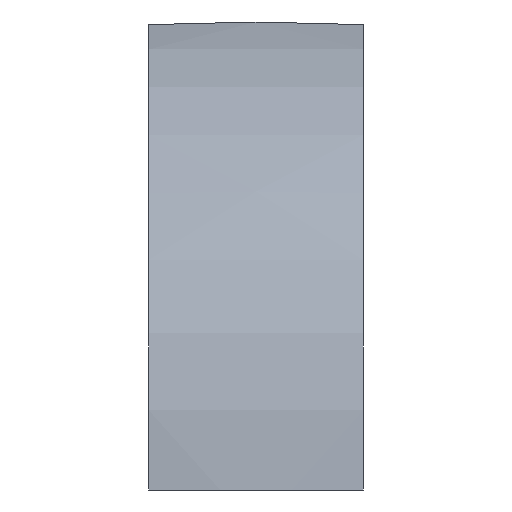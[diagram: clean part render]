
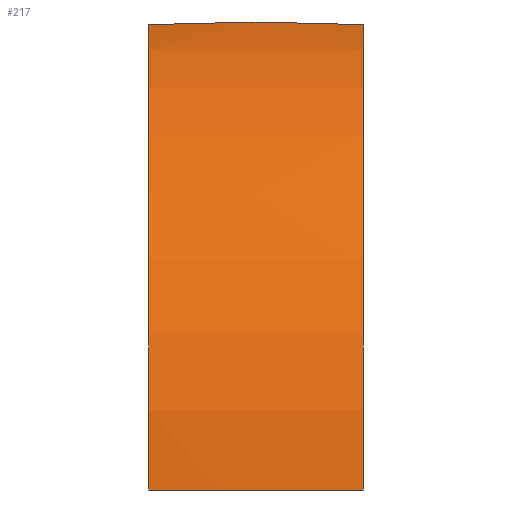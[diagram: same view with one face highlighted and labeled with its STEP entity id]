
A CAD part, left-side view. The second image highlights one B-rep face of the part: STEP entity #217.
In plain terms, the highlighted free-form (B-spline) face has degree [2, 2] with [3, 3] control points.
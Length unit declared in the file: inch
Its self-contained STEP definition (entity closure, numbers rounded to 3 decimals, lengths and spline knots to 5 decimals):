
#15=(
BOUNDED_SURFACE()
B_SPLINE_SURFACE(2,2,((#345,#346,#347),(#348,#349,#350),(#351,#352,#353)),
 .UNSPECIFIED.,.F.,.F.,.F.)
B_SPLINE_SURFACE_WITH_KNOTS((3,3),(3,3),(-0.04793,0.04793),
(-2.91092,-1.5708),.UNSPECIFIED.)
GEOMETRIC_REPRESENTATION_ITEM()
RATIONAL_B_SPLINE_SURFACE(((1.,0.784,1.),(0.999,
0.783,0.999),(1.,0.784,1.)))
REPRESENTATION_ITEM('')
SURFACE()
);
#17=CIRCLE('',#231,0.87009);
#19=CIRCLE('',#233,0.87009);
#20=CIRCLE('',#234,4.07);
#27=FACE_OUTER_BOUND('',#39,.T.);
#39=EDGE_LOOP('',(#165,#166,#167,#168));
#47=B_SPLINE_CURVE_WITH_KNOTS('',3,(#308,#309,#310,#311,#312,#313),
 .UNSPECIFIED.,.F.,.F.,(4,2,4),(17.41667,17.90084,18.38501),
 .UNSPECIFIED.);
#94=VERTEX_POINT('',#302);
#96=VERTEX_POINT('',#306);
#101=VERTEX_POINT('',#332);
#107=VERTEX_POINT('',#354);
#116=EDGE_CURVE('',#94,#96,#47,.T.);
#123=EDGE_CURVE('',#94,#101,#17,.T.);
#130=EDGE_CURVE('',#107,#96,#19,.T.);
#131=EDGE_CURVE('',#107,#101,#20,.T.);
#165=ORIENTED_EDGE('',*,*,#116,.T.);
#166=ORIENTED_EDGE('',*,*,#130,.F.);
#167=ORIENTED_EDGE('',*,*,#131,.T.);
#168=ORIENTED_EDGE('',*,*,#123,.F.);
#217=ADVANCED_FACE('',(#27),#15,.F.);
#231=AXIS2_PLACEMENT_3D('',#333,#261,#262);
#233=AXIS2_PLACEMENT_3D('',#355,#270,#271);
#234=AXIS2_PLACEMENT_3D('',#356,#272,#273);
#261=DIRECTION('center_axis',(0.,-1.,0.));
#262=DIRECTION('ref_axis',(0.,0.,-1.));
#270=DIRECTION('center_axis',(0.,1.,0.));
#271=DIRECTION('ref_axis',(0.,0.,-1.));
#272=DIRECTION('center_axis',(0.,0.,1.));
#273=DIRECTION('ref_axis',(-1.,0.,0.));
#302=CARTESIAN_POINT('',(-0.2,0.805,0.84679));
#306=CARTESIAN_POINT('',(-0.2,1.195,0.84679));
#308=CARTESIAN_POINT('Ctrl Pts',(-0.2,0.805,0.84679));
#309=CARTESIAN_POINT('Ctrl Pts',(-0.2,0.87127,0.85006));
#310=CARTESIAN_POINT('Ctrl Pts',(-0.2,0.93646,0.85159));
#311=CARTESIAN_POINT('Ctrl Pts',(-0.2,1.06354,0.85159));
#312=CARTESIAN_POINT('Ctrl Pts',(-0.2,1.12873,0.85006));
#313=CARTESIAN_POINT('Ctrl Pts',(-0.2,1.195,0.84679));
#332=CARTESIAN_POINT('',(-0.87009,0.805,0.));
#333=CARTESIAN_POINT('Origin',(0.,0.805,0.));
#345=CARTESIAN_POINT('Ctrl Pts',(-0.19893,1.195,0.84704));
#346=CARTESIAN_POINT('Ctrl Pts',(-0.87009,1.195,0.68942));
#347=CARTESIAN_POINT('Ctrl Pts',(-0.87009,1.195,0.));
#348=CARTESIAN_POINT('Ctrl Pts',(-0.20107,1.,0.85615));
#349=CARTESIAN_POINT('Ctrl Pts',(-0.87944,1.,0.69683));
#350=CARTESIAN_POINT('Ctrl Pts',(-0.87944,1.,0.));
#351=CARTESIAN_POINT('Ctrl Pts',(-0.19893,0.805,0.84704));
#352=CARTESIAN_POINT('Ctrl Pts',(-0.87009,0.805,0.68942));
#353=CARTESIAN_POINT('Ctrl Pts',(-0.87009,0.805,0.));
#354=CARTESIAN_POINT('',(-0.87009,1.195,0.));
#355=CARTESIAN_POINT('Origin',(0.,1.195,0.));
#356=CARTESIAN_POINT('Origin',(3.19524,1.,0.));
